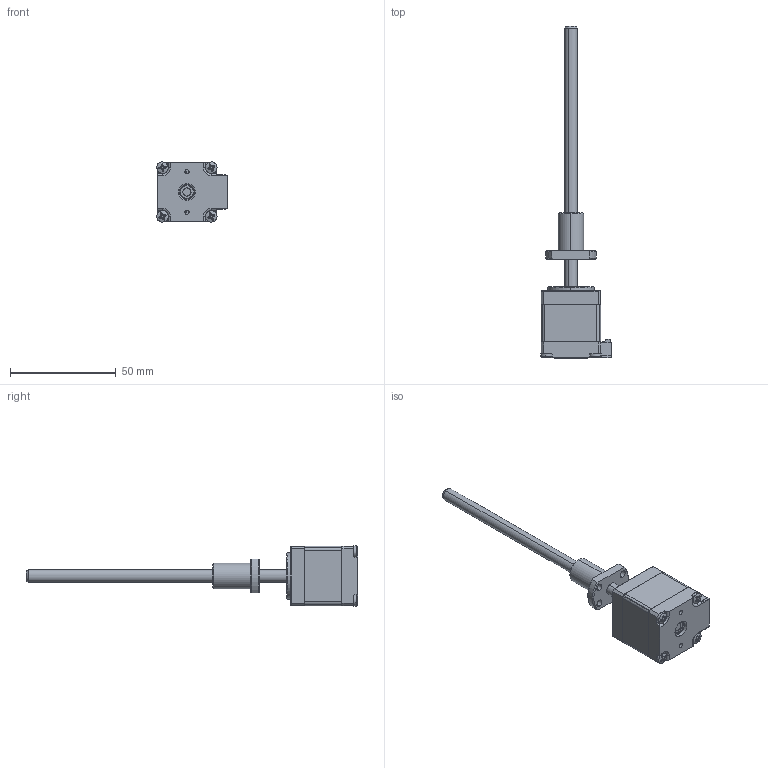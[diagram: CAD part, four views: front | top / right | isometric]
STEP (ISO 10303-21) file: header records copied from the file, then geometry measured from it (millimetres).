
FILE_DESCRIPTION (( 'STEP AP214' ), '1' );
FILE_NAME ('BE111S-B0606-125-FF1-0-100.STEP', '2023-11-27T06:56:51', ( '' ), ( '' ), 'SwSTEP 2.0', 'SolidWorks 2018', '' );
FILE_SCHEMA (( 'AUTOMOTIVE_DESIGN' ));
Length unit declared in the file: millimetre
Products named in the file (1): BE111S-B0606-125-FF1-0-100
Bounding box: 33.2 x 156.6 x 28.4 mm (x, y, z)
Volume: 27727.5 mm3; surface area: 19972 mm2
Topology: 8 solids, 12 shells, 809 faces, 2084 edges, 1336 vertices
Faces by surface type: plane 384, cylinder 275, cone 100, torus 30, bspline 12, sphere 8
Entity records: 46872 total; most frequent: CARTESIAN_POINT 18242, ORIENTED_EDGE 4168, DIRECTION 4032, EDGE_CURVE 2084, AXIS2_PLACEMENT_3D 1426, VERTEX_POINT 1336, VECTOR 1180, LINE 1180
